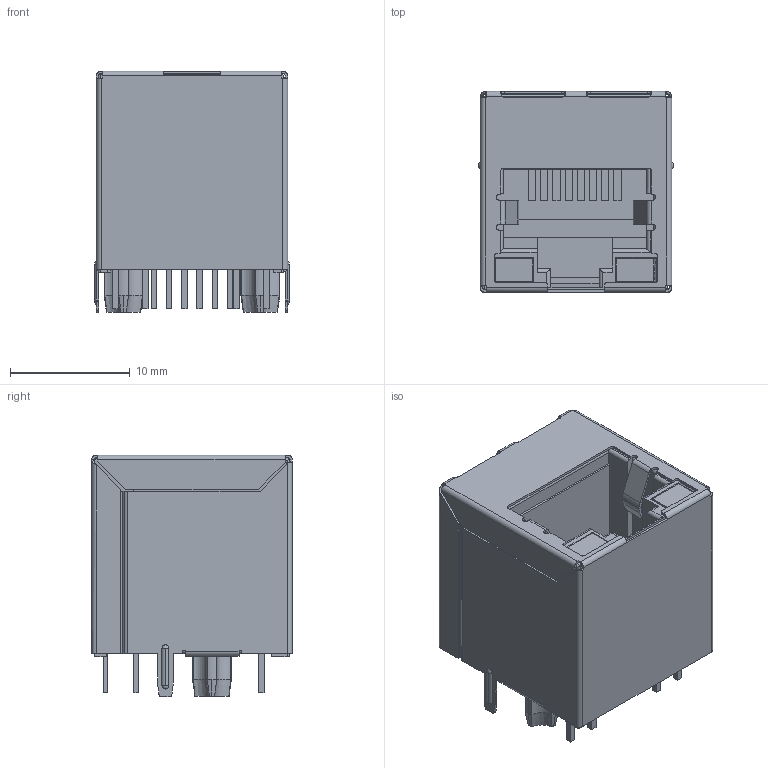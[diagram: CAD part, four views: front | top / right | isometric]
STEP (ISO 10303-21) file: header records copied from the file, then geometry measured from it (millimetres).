
FILE_DESCRIPTION(('FreeCAD Model'),'2;1');
FILE_NAME('JD2_JXD2_0010N002_cp.step' ,'2020-05-15T11:20:32',('kicad StepUp'),('ksu MCAD'), 'Open CASCADE STEP processor 7.3','FreeCAD','Unknown');
FILE_SCHEMA(('AUTOMOTIVE_DESIGN { 1 0 10303 214 1 1 1 1 }'));
Length unit declared in the file: millimetre
Products named in the file (1): JD2_JXD2_0010N002_cp
Bounding box: 16.3 x 16.8 x 20.2 mm (x, y, z)
Volume: 3173.4 mm3; surface area: 5617.7 mm2
Topology: 2 solids, 2 shells, 715 faces, 2000 edges, 1293 vertices
Faces by surface type: plane 509, cylinder 163, cone 24, bspline 19
Entity records: 28887 total; most frequent: CARTESIAN_POINT 6200, ORIENTED_EDGE 4000, DIRECTION 3140, EDGE_CURVE 2000, LINE 1552, VECTOR 1552, VERTEX_POINT 1293, AXIS2_PLACEMENT_3D 794
